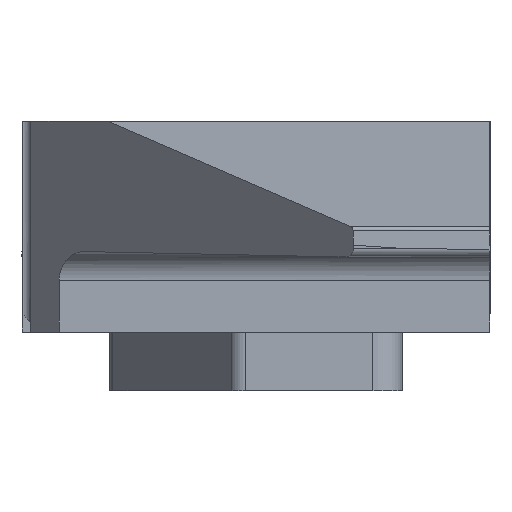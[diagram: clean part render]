
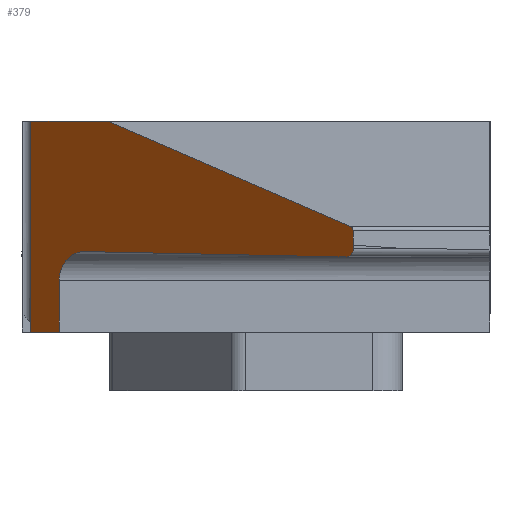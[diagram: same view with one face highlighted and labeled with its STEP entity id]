
A CAD part, left-side view. The second image highlights one B-rep face of the part: STEP entity #379.
In plain terms, the highlighted planar face has unit normal (-0.643, 0.766, 0).
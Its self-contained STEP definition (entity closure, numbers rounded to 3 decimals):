
#8 = VERTEX_POINT ( 'NONE', #286 ) ;
#20 = VERTEX_POINT ( 'NONE', #916 ) ;
#41 = CARTESIAN_POINT ( 'NONE',  ( 6.241, 7.125, 5.176 ) ) ;
#58 = VERTEX_POINT ( 'NONE', #106 ) ;
#88 = ORIENTED_EDGE ( 'NONE', *, *, #1133, .F. ) ;
#106 = CARTESIAN_POINT ( 'NONE',  ( 7.326, 8.035, 3.8 ) ) ;
#107 = CARTESIAN_POINT ( 'NONE',  ( 6.25, 7.132, 5.176 ) ) ;
#120 = DIRECTION ( 'NONE',  ( -0.766, -0.643, 0. ) ) ;
#159 = CARTESIAN_POINT ( 'NONE',  ( 0.761, 2.526, 5.564 ) ) ;
#175 = VERTEX_POINT ( 'NONE', #41 ) ;
#189 = ORIENTED_EDGE ( 'NONE', *, *, #1086, .F. ) ;
#211 = ORIENTED_EDGE ( 'NONE', *, *, #2113, .F. ) ;
#222 = ORIENTED_EDGE ( 'NONE', *, *, #1407, .F. ) ;
#234 = DIRECTION ( 'NONE',  ( 0.643, -0.766, 0. ) ) ;
#250 = CARTESIAN_POINT ( 'NONE',  ( 6.543, 7.378, 5.176 ) ) ;
#258 = CARTESIAN_POINT ( 'NONE',  ( 0.301, 2.14, 3.8 ) ) ;
#267 = VECTOR ( 'NONE', #659, 1000. ) ;
#286 = CARTESIAN_POINT ( 'NONE',  ( 0.754, 2.52, 5.233 ) ) ;
#333 = ORIENTED_EDGE ( 'NONE', *, *, #1876, .F. ) ;
#379 = ADVANCED_FACE ( 'NONE', ( #1565 ), #429, .F. ) ;
#380 = VECTOR ( 'NONE', #1489, 1000. ) ;
#388 = CARTESIAN_POINT ( 'NONE',  ( 7.326, 8.035, 7.4 ) ) ;
#405 = LINE ( 'NONE', #1752, #267 ) ;
#410 = CARTESIAN_POINT ( 'NONE',  ( 0.907, 2.649, 5.083 ) ) ;
#422 = EDGE_CURVE ( 'NONE', #175, #1073, #1038, .T. ) ;
#429 = PLANE ( 'NONE',  #1643 ) ;
#460 = EDGE_CURVE ( 'NONE', #58, #1296, #1990, .T. ) ;
#476 = VECTOR ( 'NONE', #777, 1000. ) ;
#511 = ORIENTED_EDGE ( 'NONE', *, *, #967, .F. ) ;
#621 = EDGE_CURVE ( 'NONE', #1222, #20, #732, .T. ) ;
#630 = ORIENTED_EDGE ( 'NONE', *, *, #621, .F. ) ;
#637 = CARTESIAN_POINT ( 'NONE',  ( 6.25, 7.132, 5.176 ) ) ;
#639 = CARTESIAN_POINT ( 'NONE',  ( 0.715, 2.487, 3.782 ) ) ;
#659 = DIRECTION ( 'NONE',  ( -0.766, -0.643, 0. ) ) ;
#675 = DIRECTION ( 'NONE',  ( -0.026, -0.022, -0.999 ) ) ;
#682 = EDGE_LOOP ( 'NONE', ( #222, #189, #1574, #862, #958, #1532, #1395, #88, #211, #333, #630, #511 ) ) ;
#708 = CARTESIAN_POINT ( 'NONE',  ( 5.75, 6.713, 7.4 ) ) ;
#709 = VECTOR ( 'NONE', #1127, 1000. ) ;
#726 = CARTESIAN_POINT ( 'NONE',  ( 0.907, 2.649, 5.083 ) ) ;
#732 =( BOUNDED_CURVE ( )  B_SPLINE_CURVE ( 3, ( #1161, #1684, #159, #820 ),
 .UNSPECIFIED., .F., .T. ) 
 B_SPLINE_CURVE_WITH_KNOTS ( ( 4, 4 ),
 ( 1.92, 3.115 ),
 .UNSPECIFIED. ) 
 CURVE ( )  GEOMETRIC_REPRESENTATION_ITEM ( )  RATIONAL_B_SPLINE_CURVE ( ( 1., 0.884, 0.884, 1. ) ) 
 REPRESENTATION_ITEM ( '' )  );
#769 = CARTESIAN_POINT ( 'NONE',  ( 6.75, 7.552, 4.969 ) ) ;
#777 = DIRECTION ( 'NONE',  ( 0., 0., -1. ) ) ;
#799 = CARTESIAN_POINT ( 'NONE',  ( 6.241, 7.125, 5.176 ) ) ;
#820 = CARTESIAN_POINT ( 'NONE',  ( 0.76, 2.526, 5.53 ) ) ;
#862 = ORIENTED_EDGE ( 'NONE', *, *, #944, .F. ) ;
#913 = CARTESIAN_POINT ( 'NONE',  ( 0.818, 2.574, 5.081 ) ) ;
#916 = CARTESIAN_POINT ( 'NONE',  ( 0.76, 2.526, 5.53 ) ) ;
#923 = CARTESIAN_POINT ( 'NONE',  ( 0.754, 2.52, 5.233 ) ) ;
#944 = EDGE_CURVE ( 'NONE', #1708, #1296, #2002, .T. ) ;
#951 = CARTESIAN_POINT ( 'NONE',  ( 0.813, 2.57, 5.603 ) ) ;
#953 = LINE ( 'NONE', #1461, #981 ) ;
#958 = ORIENTED_EDGE ( 'NONE', *, *, #1524, .F. ) ;
#960 = CARTESIAN_POINT ( 'NONE',  ( 6.244, 7.127, 5.176 ) ) ;
#967 = EDGE_CURVE ( 'NONE', #1704, #1222, #953, .T. ) ;
#981 = VECTOR ( 'NONE', #1808, 1000. ) ;
#1038 =( BOUNDED_CURVE ( )  B_SPLINE_CURVE ( 3, ( #799, #960, #2151, #637 ),
 .UNSPECIFIED., .F., .T. ) 
 B_SPLINE_CURVE_WITH_KNOTS ( ( 4, 4 ),
 ( 4.695, 4.712 ),
 .UNSPECIFIED. ) 
 CURVE ( )  GEOMETRIC_REPRESENTATION_ITEM ( )  RATIONAL_B_SPLINE_CURVE ( ( 1., 1., 1., 1. ) ) 
 REPRESENTATION_ITEM ( '' )  );
#1073 = VERTEX_POINT ( 'NONE', #1579 ) ;
#1086 = EDGE_CURVE ( 'NONE', #58, #1929, #1400, .T. ) ;
#1089 = CARTESIAN_POINT ( 'NONE',  ( 0.288, 2.129, 5.072 ) ) ;
#1108 = LINE ( 'NONE', #2109, #476 ) ;
#1111 = CARTESIAN_POINT ( 'NONE',  ( 6.75, 7.552, 3.8 ) ) ;
#1127 = DIRECTION ( 'NONE',  ( 0., 0., -1. ) ) ;
#1133 = EDGE_CURVE ( 'NONE', #8, #2005, #1880, .T. ) ;
#1161 = CARTESIAN_POINT ( 'NONE',  ( 0.813, 2.57, 5.603 ) ) ;
#1222 = VERTEX_POINT ( 'NONE', #951 ) ;
#1248 = LINE ( 'NONE', #1089, #380 ) ;
#1266 = VECTOR ( 'NONE', #1268, 1000. ) ;
#1268 = DIRECTION ( 'NONE',  ( 0., 0., 1. ) ) ;
#1295 = VECTOR ( 'NONE', #675, 1000. ) ;
#1296 = VERTEX_POINT ( 'NONE', #1947 ) ;
#1370 = CARTESIAN_POINT ( 'NONE',  ( 6.75, 7.552, 4.676 ) ) ;
#1395 = ORIENTED_EDGE ( 'NONE', *, *, #1567, .F. ) ;
#1400 = LINE ( 'NONE', #1748, #1266 ) ;
#1407 = EDGE_CURVE ( 'NONE', #1929, #1704, #405, .T. ) ;
#1416 = CARTESIAN_POINT ( 'NONE',  ( 6.75, 7.552, 4.676 ) ) ;
#1430 = CARTESIAN_POINT ( 'NONE',  ( 0.301, 2.14, 3.8 ) ) ;
#1461 = CARTESIAN_POINT ( 'NONE',  ( -0.02, 1.871, 5.3 ) ) ;
#1469 = VERTEX_POINT ( 'NONE', #1593 ) ;
#1489 = DIRECTION ( 'NONE',  ( 0.766, 0.643, 0.013 ) ) ;
#1497 = VECTOR ( 'NONE', #120, 1000. ) ;
#1524 = EDGE_CURVE ( 'NONE', #1073, #1708, #2098, .T. ) ;
#1532 = ORIENTED_EDGE ( 'NONE', *, *, #422, .F. ) ;
#1565 = FACE_OUTER_BOUND ( 'NONE', #682, .T. ) ;
#1567 = EDGE_CURVE ( 'NONE', #2005, #175, #1248, .T. ) ;
#1574 = ORIENTED_EDGE ( 'NONE', *, *, #460, .T. ) ;
#1579 = CARTESIAN_POINT ( 'NONE',  ( 6.25, 7.132, 5.176 ) ) ;
#1593 = CARTESIAN_POINT ( 'NONE',  ( 0.754, 2.52, 5.285 ) ) ;
#1638 = LINE ( 'NONE', #639, #1295 ) ;
#1643 = AXIS2_PLACEMENT_3D ( 'NONE', #1430, #234, #1774 ) ;
#1684 = CARTESIAN_POINT ( 'NONE',  ( 0.781, 2.543, 5.591 ) ) ;
#1704 = VERTEX_POINT ( 'NONE', #708 ) ;
#1708 = VERTEX_POINT ( 'NONE', #1370 ) ;
#1748 = CARTESIAN_POINT ( 'NONE',  ( 7.326, 8.035, 3.8 ) ) ;
#1752 = CARTESIAN_POINT ( 'NONE',  ( 0.301, 2.14, 7.4 ) ) ;
#1774 = DIRECTION ( 'NONE',  ( 0.766, 0.643, 0. ) ) ;
#1808 = DIRECTION ( 'NONE',  ( -0.738, -0.619, -0.269 ) ) ;
#1876 = EDGE_CURVE ( 'NONE', #20, #1469, #1638, .T. ) ;
#1880 =( BOUNDED_CURVE ( )  B_SPLINE_CURVE ( 3, ( #923, #1933, #913, #410 ),
 .UNSPECIFIED., .F., .T. ) 
 B_SPLINE_CURVE_WITH_KNOTS ( ( 4, 4 ),
 ( 6.283, 7.871 ),
 .UNSPECIFIED. ) 
 CURVE ( )  GEOMETRIC_REPRESENTATION_ITEM ( )  RATIONAL_B_SPLINE_CURVE ( ( 1., 0.801, 0.801, 1. ) ) 
 REPRESENTATION_ITEM ( '' )  );
#1929 = VERTEX_POINT ( 'NONE', #388 ) ;
#1933 = CARTESIAN_POINT ( 'NONE',  ( 0.754, 2.52, 5.144 ) ) ;
#1947 = CARTESIAN_POINT ( 'NONE',  ( 6.75, 7.552, 3.8 ) ) ;
#1990 = LINE ( 'NONE', #258, #1497 ) ;
#2002 = LINE ( 'NONE', #1111, #709 ) ;
#2005 = VERTEX_POINT ( 'NONE', #726 ) ;
#2098 =( BOUNDED_CURVE ( )  B_SPLINE_CURVE ( 3, ( #107, #250, #769, #1416 ),
 .UNSPECIFIED., .F., .T. ) 
 B_SPLINE_CURVE_WITH_KNOTS ( ( 4, 4 ),
 ( 4.712, 6.283 ),
 .UNSPECIFIED. ) 
 CURVE ( )  GEOMETRIC_REPRESENTATION_ITEM ( )  RATIONAL_B_SPLINE_CURVE ( ( 1., 0.805, 0.805, 1. ) ) 
 REPRESENTATION_ITEM ( '' )  );
#2109 = CARTESIAN_POINT ( 'NONE',  ( 0.754, 2.52, 3.8 ) ) ;
#2113 = EDGE_CURVE ( 'NONE', #1469, #8, #1108, .T. ) ;
#2151 = CARTESIAN_POINT ( 'NONE',  ( 6.247, 7.13, 5.176 ) ) ;
